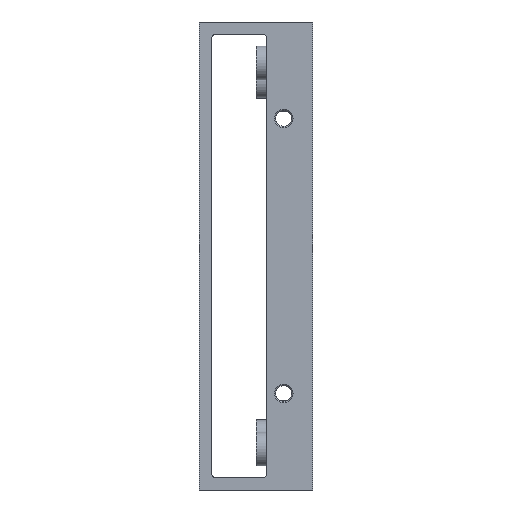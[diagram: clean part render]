
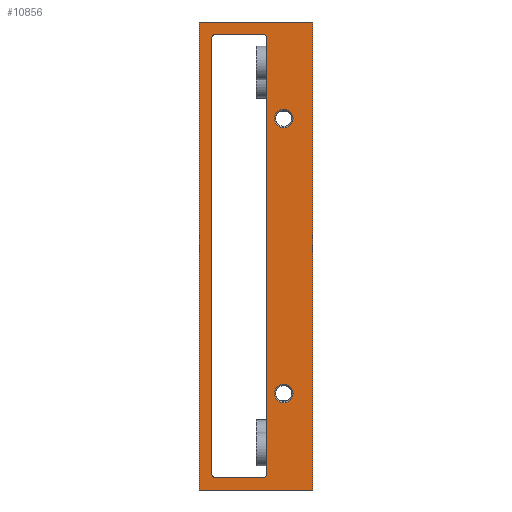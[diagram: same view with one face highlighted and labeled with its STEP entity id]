
A CAD part, left-side view. The second image highlights one B-rep face of the part: STEP entity #10856.
In plain terms, the highlighted planar face has unit normal (-1, 0, 0).
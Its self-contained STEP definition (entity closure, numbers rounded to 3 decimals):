
#20 = EDGE_CURVE ( 'NONE', #2587, #7454, #1886, .T. ) ;
#112 = CIRCLE ( 'NONE', #11824, 1. ) ;
#173 = VECTOR ( 'NONE', #3536, 1000. ) ;
#197 = DIRECTION ( 'NONE',  ( 0., -1., 0. ) ) ;
#265 = EDGE_CURVE ( 'NONE', #7454, #480, #5756, .T. ) ;
#276 = LINE ( 'NONE', #8593, #9545 ) ;
#284 = DIRECTION ( 'NONE',  ( 0., 0., -1. ) ) ;
#337 = VERTEX_POINT ( 'NONE', #12377 ) ;
#345 = ORIENTED_EDGE ( 'NONE', *, *, #8351, .F. ) ;
#369 = AXIS2_PLACEMENT_3D ( 'NONE', #2854, #3947, #6011 ) ;
#480 = VERTEX_POINT ( 'NONE', #4289 ) ;
#661 = FACE_BOUND ( 'NONE', #5891, .T. ) ;
#677 = EDGE_CURVE ( 'NONE', #2450, #5300, #12108, .T. ) ;
#709 = CARTESIAN_POINT ( 'NONE',  ( -97., 23.5, 97. ) ) ;
#722 = VERTEX_POINT ( 'NONE', #12126 ) ;
#852 = CIRCLE ( 'NONE', #369, 1.925 ) ;
#855 = CIRCLE ( 'NONE', #4123, 1. ) ;
#1000 = EDGE_CURVE ( 'NONE', #5763, #13108, #7534, .T. ) ;
#1011 = DIRECTION ( 'NONE',  ( 0., 0., -1. ) ) ;
#1031 = ORIENTED_EDGE ( 'NONE', *, *, #2395, .T. ) ;
#1230 = VECTOR ( 'NONE', #2132, 1000. ) ;
#1355 = EDGE_LOOP ( 'NONE', ( #3052, #11554, #3378, #4752, #2979, #6566, #1626, #12571 ) ) ;
#1447 = CIRCLE ( 'NONE', #5873, 1.925 ) ;
#1626 = ORIENTED_EDGE ( 'NONE', *, *, #2877, .T. ) ;
#1818 = FACE_OUTER_BOUND ( 'NONE', #5409, .T. ) ;
#1886 = LINE ( 'NONE', #10191, #1230 ) ;
#1888 = DIRECTION ( 'NONE',  ( 1., 0., 0. ) ) ;
#2021 = VERTEX_POINT ( 'NONE', #2373 ) ;
#2132 = DIRECTION ( 'NONE',  ( 0., 0., -1. ) ) ;
#2167 = LINE ( 'NONE', #11673, #2971 ) ;
#2302 = VECTOR ( 'NONE', #284, 1000. ) ;
#2304 = DIRECTION ( 'NONE',  ( 0., 1., 0. ) ) ;
#2373 = CARTESIAN_POINT ( 'NONE',  ( -97., 6., 78.925 ) ) ;
#2395 = EDGE_CURVE ( 'NONE', #12807, #8813, #852, .T. ) ;
#2450 = VERTEX_POINT ( 'NONE', #2565 ) ;
#2565 = CARTESIAN_POINT ( 'NONE',  ( -97., 20., 2.5 ) ) ;
#2587 = VERTEX_POINT ( 'NONE', #9680 ) ;
#2854 = CARTESIAN_POINT ( 'NONE',  ( -97., 6., 20. ) ) ;
#2864 = CARTESIAN_POINT ( 'NONE',  ( -97., 6., 20. ) ) ;
#2877 = EDGE_CURVE ( 'NONE', #5300, #11339, #10109, .T. ) ;
#2971 = VECTOR ( 'NONE', #6508, 1000. ) ;
#2979 = ORIENTED_EDGE ( 'NONE', *, *, #11067, .T. ) ;
#3052 = ORIENTED_EDGE ( 'NONE', *, *, #13018, .T. ) ;
#3263 = CARTESIAN_POINT ( 'NONE',  ( -97., 21., 0. ) ) ;
#3271 = EDGE_LOOP ( 'NONE', ( #5298, #6119 ) ) ;
#3272 = FACE_BOUND ( 'NONE', #1355, .T. ) ;
#3378 = ORIENTED_EDGE ( 'NONE', *, *, #20, .T. ) ;
#3536 = DIRECTION ( 'NONE',  ( 0., 1., 0. ) ) ;
#3916 = DIRECTION ( 'NONE',  ( 0., 0., -1. ) ) ;
#3921 = CARTESIAN_POINT ( 'NONE',  ( -97., 23.5, 97. ) ) ;
#3947 = DIRECTION ( 'NONE',  ( 1., 0., 0. ) ) ;
#3961 = DIRECTION ( 'NONE',  ( 1., 0., 0. ) ) ;
#4123 = AXIS2_PLACEMENT_3D ( 'NONE', #5608, #8700, #2304 ) ;
#4289 = CARTESIAN_POINT ( 'NONE',  ( -97., 10.5, 2.5 ) ) ;
#4389 = EDGE_CURVE ( 'NONE', #8813, #12807, #1447, .T. ) ;
#4574 = FACE_BOUND ( 'NONE', #3271, .T. ) ;
#4752 = ORIENTED_EDGE ( 'NONE', *, *, #265, .T. ) ;
#4822 = CARTESIAN_POINT ( 'NONE',  ( -97., 21., 93.5 ) ) ;
#5026 = DIRECTION ( 'NONE',  ( 0., 0., -1. ) ) ;
#5129 = CARTESIAN_POINT ( 'NONE',  ( -97., 9.5, 3.5 ) ) ;
#5168 = DIRECTION ( 'NONE',  ( 1., 0., 0. ) ) ;
#5289 = CARTESIAN_POINT ( 'NONE',  ( -97., 10.5, 3.5 ) ) ;
#5298 = ORIENTED_EDGE ( 'NONE', *, *, #6467, .T. ) ;
#5300 = VERTEX_POINT ( 'NONE', #5375 ) ;
#5310 = CARTESIAN_POINT ( 'NONE',  ( -97., 23.5, 0. ) ) ;
#5375 = CARTESIAN_POINT ( 'NONE',  ( -97., 21., 3.5 ) ) ;
#5409 = EDGE_LOOP ( 'NONE', ( #12480, #11597, #345, #13066 ) ) ;
#5512 = CARTESIAN_POINT ( 'NONE',  ( -97., 0., 2.5 ) ) ;
#5608 = CARTESIAN_POINT ( 'NONE',  ( -97., 20., 93.5 ) ) ;
#5756 = CIRCLE ( 'NONE', #12437, 1. ) ;
#5763 = VERTEX_POINT ( 'NONE', #5310 ) ;
#5775 = EDGE_CURVE ( 'NONE', #2587, #722, #112, .T. ) ;
#5836 = DIRECTION ( 'NONE',  ( 0., 0., -1. ) ) ;
#5873 = AXIS2_PLACEMENT_3D ( 'NONE', #2864, #3961, #3916 ) ;
#5891 = EDGE_LOOP ( 'NONE', ( #1031, #11831 ) ) ;
#5904 = DIRECTION ( 'NONE',  ( 1., 0., 0. ) ) ;
#6011 = DIRECTION ( 'NONE',  ( 0., 0., -1. ) ) ;
#6036 = VECTOR ( 'NONE', #8528, 1000. ) ;
#6044 = CARTESIAN_POINT ( 'NONE',  ( -97., 6., 77. ) ) ;
#6119 = ORIENTED_EDGE ( 'NONE', *, *, #11398, .T. ) ;
#6269 = DIRECTION ( 'NONE',  ( 0., 1., 0. ) ) ;
#6467 = EDGE_CURVE ( 'NONE', #2021, #12358, #6736, .T. ) ;
#6487 = CARTESIAN_POINT ( 'NONE',  ( -97., 0., 97. ) ) ;
#6508 = DIRECTION ( 'NONE',  ( 0., -1., 0. ) ) ;
#6566 = ORIENTED_EDGE ( 'NONE', *, *, #677, .T. ) ;
#6576 = CARTESIAN_POINT ( 'NONE',  ( -97., 0., 0. ) ) ;
#6601 = DIRECTION ( 'NONE',  ( -1., 0., 0. ) ) ;
#6620 = VECTOR ( 'NONE', #5836, 1000. ) ;
#6682 = VERTEX_POINT ( 'NONE', #11598 ) ;
#6713 = VECTOR ( 'NONE', #11839, 1000. ) ;
#6736 = CIRCLE ( 'NONE', #8053, 1.925 ) ;
#6894 = DIRECTION ( 'NONE',  ( 0., 1., 0. ) ) ;
#6954 = CIRCLE ( 'NONE', #13105, 1.925 ) ;
#7052 = DIRECTION ( 'NONE',  ( 1., 0., 0. ) ) ;
#7080 = DIRECTION ( 'NONE',  ( 0., 0., -1. ) ) ;
#7111 = LINE ( 'NONE', #709, #6620 ) ;
#7212 = CARTESIAN_POINT ( 'NONE',  ( -97., 6., 77. ) ) ;
#7454 = VERTEX_POINT ( 'NONE', #5129 ) ;
#7534 = LINE ( 'NONE', #10858, #6713 ) ;
#7634 = VERTEX_POINT ( 'NONE', #8397 ) ;
#8053 = AXIS2_PLACEMENT_3D ( 'NONE', #7212, #5168, #1011 ) ;
#8066 = PLANE ( 'NONE',  #11957 ) ;
#8120 = CARTESIAN_POINT ( 'NONE',  ( -97., 6., 21.925 ) ) ;
#8351 = EDGE_CURVE ( 'NONE', #337, #6682, #2167, .T. ) ;
#8397 = CARTESIAN_POINT ( 'NONE',  ( -97., 20., 94.5 ) ) ;
#8528 = DIRECTION ( 'NONE',  ( 0., 0., 1. ) ) ;
#8593 = CARTESIAN_POINT ( 'NONE',  ( -97., 0., 94.5 ) ) ;
#8700 = DIRECTION ( 'NONE',  ( 1., 0., 0. ) ) ;
#8813 = VERTEX_POINT ( 'NONE', #9557 ) ;
#9281 = LINE ( 'NONE', #6487, #2302 ) ;
#9545 = VECTOR ( 'NONE', #197, 1000. ) ;
#9557 = CARTESIAN_POINT ( 'NONE',  ( -97., 6., 18.075 ) ) ;
#9680 = CARTESIAN_POINT ( 'NONE',  ( -97., 9.5, 93.5 ) ) ;
#10101 = EDGE_CURVE ( 'NONE', #11339, #7634, #855, .T. ) ;
#10109 = LINE ( 'NONE', #3263, #6036 ) ;
#10177 = CARTESIAN_POINT ( 'NONE',  ( -97., 6., 75.075 ) ) ;
#10191 = CARTESIAN_POINT ( 'NONE',  ( -97., 9.5, 0. ) ) ;
#10590 = LINE ( 'NONE', #5512, #173 ) ;
#10690 = EDGE_CURVE ( 'NONE', #6682, #13108, #9281, .T. ) ;
#10856 = ADVANCED_FACE ( 'NONE', ( #661, #4574, #3272, #1818 ), #8066, .F. ) ;
#10858 = CARTESIAN_POINT ( 'NONE',  ( -97., 23.5, 0. ) ) ;
#11067 = EDGE_CURVE ( 'NONE', #480, #2450, #10590, .T. ) ;
#11077 = DIRECTION ( 'NONE',  ( 1., 0., 0. ) ) ;
#11135 = CARTESIAN_POINT ( 'NONE',  ( -97., 20., 3.5 ) ) ;
#11339 = VERTEX_POINT ( 'NONE', #4822 ) ;
#11398 = EDGE_CURVE ( 'NONE', #12358, #2021, #6954, .T. ) ;
#11554 = ORIENTED_EDGE ( 'NONE', *, *, #5775, .F. ) ;
#11597 = ORIENTED_EDGE ( 'NONE', *, *, #10690, .F. ) ;
#11598 = CARTESIAN_POINT ( 'NONE',  ( -97., 0., 97. ) ) ;
#11642 = DIRECTION ( 'NONE',  ( 0., 1., 0. ) ) ;
#11673 = CARTESIAN_POINT ( 'NONE',  ( -97., 23.5, 97. ) ) ;
#11824 = AXIS2_PLACEMENT_3D ( 'NONE', #12691, #6601, #11642 ) ;
#11831 = ORIENTED_EDGE ( 'NONE', *, *, #4389, .T. ) ;
#11839 = DIRECTION ( 'NONE',  ( 0., -1., 0. ) ) ;
#11957 = AXIS2_PLACEMENT_3D ( 'NONE', #3921, #5904, #5026 ) ;
#12108 = CIRCLE ( 'NONE', #12878, 1. ) ;
#12126 = CARTESIAN_POINT ( 'NONE',  ( -97., 10.5, 94.5 ) ) ;
#12137 = EDGE_CURVE ( 'NONE', #337, #5763, #7111, .T. ) ;
#12358 = VERTEX_POINT ( 'NONE', #10177 ) ;
#12377 = CARTESIAN_POINT ( 'NONE',  ( -97., 23.5, 97. ) ) ;
#12437 = AXIS2_PLACEMENT_3D ( 'NONE', #5289, #11077, #6894 ) ;
#12480 = ORIENTED_EDGE ( 'NONE', *, *, #1000, .T. ) ;
#12571 = ORIENTED_EDGE ( 'NONE', *, *, #10101, .T. ) ;
#12691 = CARTESIAN_POINT ( 'NONE',  ( -97., 10.5, 93.5 ) ) ;
#12807 = VERTEX_POINT ( 'NONE', #8120 ) ;
#12878 = AXIS2_PLACEMENT_3D ( 'NONE', #11135, #7052, #6269 ) ;
#13018 = EDGE_CURVE ( 'NONE', #7634, #722, #276, .T. ) ;
#13066 = ORIENTED_EDGE ( 'NONE', *, *, #12137, .T. ) ;
#13105 = AXIS2_PLACEMENT_3D ( 'NONE', #6044, #1888, #7080 ) ;
#13108 = VERTEX_POINT ( 'NONE', #6576 ) ;
